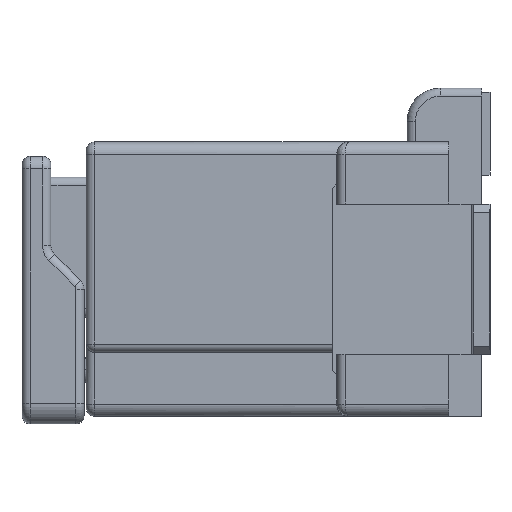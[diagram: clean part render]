
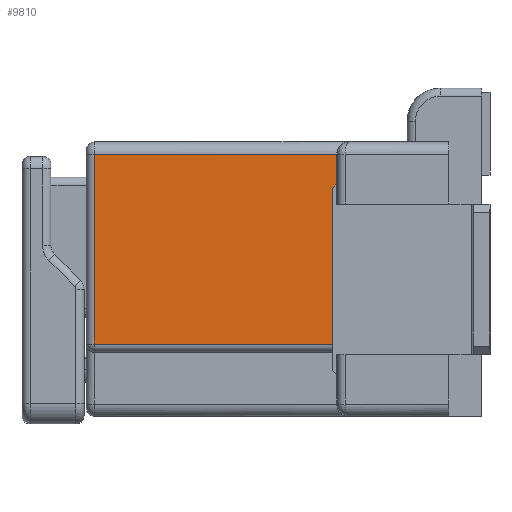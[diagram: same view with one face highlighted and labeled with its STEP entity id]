
A CAD part, left-side view. The second image highlights one B-rep face of the part: STEP entity #9810.
In plain terms, the highlighted planar face has unit normal (-1, 0, 0).
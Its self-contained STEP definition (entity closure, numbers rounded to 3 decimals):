
#347 = DIRECTION ( 'NONE',  ( 0., 0., 1. ) ) ;
#680 = EDGE_CURVE ( 'NONE', #8881, #13230, #13432, .T. ) ;
#855 = CARTESIAN_POINT ( 'NONE',  ( -4.15, 7.35, -0.3 ) ) ;
#2139 = EDGE_CURVE ( 'NONE', #12344, #8881, #13504, .T. ) ;
#2805 = LINE ( 'NONE', #17827, #17185 ) ;
#4022 = EDGE_CURVE ( 'NONE', #7327, #12344, #2805, .T. ) ;
#4514 = DIRECTION ( 'NONE',  ( 0., 1., 0. ) ) ;
#4836 = DIRECTION ( 'NONE',  ( 1., 0., 0. ) ) ;
#4901 = DIRECTION ( 'NONE',  ( 0., 0., 1. ) ) ;
#6171 = ORIENTED_EDGE ( 'NONE', *, *, #680, .F. ) ;
#6648 = VECTOR ( 'NONE', #4514, 1000. ) ;
#6925 = CARTESIAN_POINT ( 'NONE',  ( -4.15, 7.35, -0.3 ) ) ;
#7327 = VERTEX_POINT ( 'NONE', #14706 ) ;
#7574 = CARTESIAN_POINT ( 'NONE',  ( -4.15, 7.35, -4.88 ) ) ;
#7717 = ORIENTED_EDGE ( 'NONE', *, *, #16954, .F. ) ;
#8021 = FACE_OUTER_BOUND ( 'NONE', #17027, .T. ) ;
#8514 = AXIS2_PLACEMENT_3D ( 'NONE', #11838, #4836, #4901 ) ;
#8862 = DIRECTION ( 'NONE',  ( 0., -1., 0. ) ) ;
#8881 = VERTEX_POINT ( 'NONE', #7574 ) ;
#9092 = VECTOR ( 'NONE', #8862, 1000. ) ;
#9599 = CARTESIAN_POINT ( 'NONE',  ( -4.15, 1.5, -4.88 ) ) ;
#9810 = ADVANCED_FACE ( 'NONE', ( #8021 ), #10452, .F. ) ;
#10452 = PLANE ( 'NONE',  #8514 ) ;
#11838 = CARTESIAN_POINT ( 'NONE',  ( -4.15, 7.55, 0. ) ) ;
#12300 = LINE ( 'NONE', #13097, #9092 ) ;
#12344 = VERTEX_POINT ( 'NONE', #9599 ) ;
#13004 = VECTOR ( 'NONE', #347, 1000. ) ;
#13097 = CARTESIAN_POINT ( 'NONE',  ( -4.15, 7.55, -0.3 ) ) ;
#13230 = VERTEX_POINT ( 'NONE', #6925 ) ;
#13432 = LINE ( 'NONE', #855, #13004 ) ;
#13504 = LINE ( 'NONE', #15625, #6648 ) ;
#14706 = CARTESIAN_POINT ( 'NONE',  ( -4.15, 1.5, -0.3 ) ) ;
#15625 = CARTESIAN_POINT ( 'NONE',  ( -4.15, 7.55, -4.88 ) ) ;
#16000 = ORIENTED_EDGE ( 'NONE', *, *, #4022, .F. ) ;
#16954 = EDGE_CURVE ( 'NONE', #13230, #7327, #12300, .T. ) ;
#17027 = EDGE_LOOP ( 'NONE', ( #17049, #16000, #7717, #6171 ) ) ;
#17049 = ORIENTED_EDGE ( 'NONE', *, *, #2139, .F. ) ;
#17185 = VECTOR ( 'NONE', #17638, 1000. ) ;
#17638 = DIRECTION ( 'NONE',  ( 0., 0., -1. ) ) ;
#17827 = CARTESIAN_POINT ( 'NONE',  ( -4.15, 1.5, 0. ) ) ;
